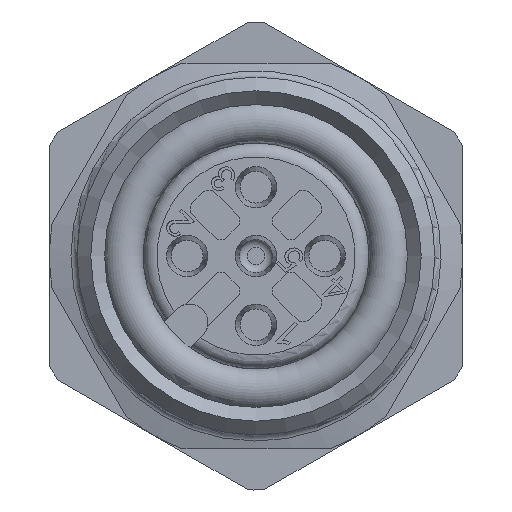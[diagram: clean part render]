
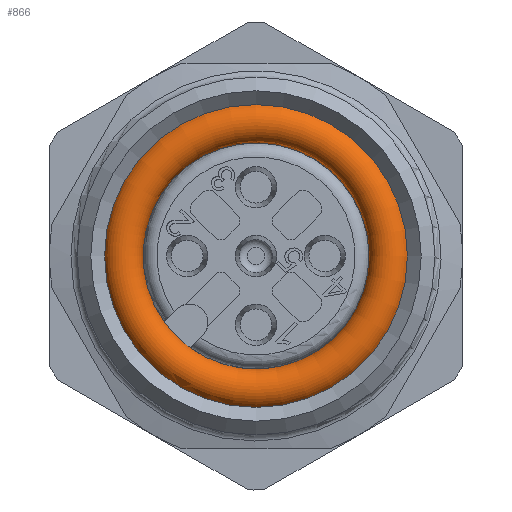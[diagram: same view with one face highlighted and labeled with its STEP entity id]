
A CAD part, left-side view. The second image highlights one B-rep face of the part: STEP entity #866.
In plain terms, the highlighted toroidal (fillet/blend) face has major radius 4.85 mm and minor radius 0.75 mm.
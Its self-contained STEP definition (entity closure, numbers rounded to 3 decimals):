
#71=TOROIDAL_SURFACE('',#3261,4.85,0.75);
#183=B_SPLINE_CURVE_WITH_KNOTS('',3,(#4399,#4400,#4401,#4402,#4403,#4404,
#4405,#4406,#4407,#4408),.UNSPECIFIED.,.F.,.F.,(4,3,3,4),(0.,0.405,
0.81,1.),.UNSPECIFIED.);
#184=B_SPLINE_CURVE_WITH_KNOTS('',3,(#4412,#4413,#4414,#4415,#4416,#4417,
#4418,#4419,#4420,#4421),.UNSPECIFIED.,.F.,.F.,(4,3,3,4),(0.,0.405,
0.81,1.),.UNSPECIFIED.);
#866=ADVANCED_FACE('',(#1120,#1121),#71,.T.);
#1120=FACE_BOUND('',#1253,.T.);
#1121=FACE_BOUND('',#1254,.T.);
#1253=EDGE_LOOP('',(#1574,#1575,#1576,#1577));
#1254=EDGE_LOOP('',(#1578));
#1574=ORIENTED_EDGE('',*,*,#2702,.F.);
#1575=ORIENTED_EDGE('',*,*,#2703,.T.);
#1576=ORIENTED_EDGE('',*,*,#2704,.F.);
#1577=ORIENTED_EDGE('',*,*,#2705,.F.);
#1578=ORIENTED_EDGE('',*,*,#2658,.T.);
#2351=VERTEX_POINT('',#4264);
#2383=VERTEX_POINT('',#4397);
#2384=VERTEX_POINT('',#4398);
#2385=VERTEX_POINT('',#4409);
#2386=VERTEX_POINT('',#4411);
#2658=EDGE_CURVE('',#2351,#2351,#3090,.T.);
#2702=EDGE_CURVE('',#2383,#2384,#3110,.T.);
#2703=EDGE_CURVE('',#2383,#2385,#183,.T.);
#2704=EDGE_CURVE('',#2386,#2385,#3111,.T.);
#2705=EDGE_CURVE('',#2384,#2386,#184,.T.);
#3090=CIRCLE('',#3218,5.5);
#3110=CIRCLE('',#3259,4.1);
#3111=CIRCLE('',#3260,4.34);
#3218=AXIS2_PLACEMENT_3D('',#4263,#3515,#3516);
#3259=AXIS2_PLACEMENT_3D('',#4396,#3609,#3610);
#3260=AXIS2_PLACEMENT_3D('',#4410,#3611,#3612);
#3261=AXIS2_PLACEMENT_3D('',#4422,#3613,#3614);
#3515=DIRECTION('',(-1.,0.,0.));
#3516=DIRECTION('',(0.,0.,-1.));
#3609=DIRECTION('',(-1.,0.,0.));
#3610=DIRECTION('',(0.,0.,1.));
#3611=DIRECTION('',(-1.,0.,0.));
#3612=DIRECTION('',(0.,0.,-1.));
#3613=DIRECTION('',(1.,0.,0.));
#3614=DIRECTION('',(0.,-1.,0.));
#4263=CARTESIAN_POINT('',(-1.124,0.,0.));
#4264=CARTESIAN_POINT('',(-1.124,0.,-5.5));
#4396=CARTESIAN_POINT('',(-0.75,0.,0.));
#4397=CARTESIAN_POINT('',(-0.75,2.382,-3.337));
#4398=CARTESIAN_POINT('',(-0.75,3.337,-2.382));
#4399=CARTESIAN_POINT('',(-0.75,2.382,-3.337));
#4400=CARTESIAN_POINT('',(-0.667,2.382,-3.337));
#4401=CARTESIAN_POINT('',(-0.583,2.392,-3.347));
#4402=CARTESIAN_POINT('',(-0.504,2.412,-3.367));
#4403=CARTESIAN_POINT('',(-0.426,2.431,-3.386));
#4404=CARTESIAN_POINT('',(-0.351,2.461,-3.415));
#4405=CARTESIAN_POINT('',(-0.286,2.497,-3.452));
#4406=CARTESIAN_POINT('',(-0.255,2.515,-3.469));
#4407=CARTESIAN_POINT('',(-0.227,2.534,-3.488));
#4408=CARTESIAN_POINT('',(-0.2,2.554,-3.509));
#4409=CARTESIAN_POINT('',(-0.2,2.554,-3.509));
#4410=CARTESIAN_POINT('',(-0.2,0.,0.));
#4411=CARTESIAN_POINT('',(-0.2,3.509,-2.554));
#4412=CARTESIAN_POINT('',(-0.75,3.337,-2.382));
#4413=CARTESIAN_POINT('',(-0.667,3.337,-2.382));
#4414=CARTESIAN_POINT('',(-0.583,3.347,-2.392));
#4415=CARTESIAN_POINT('',(-0.504,3.367,-2.412));
#4416=CARTESIAN_POINT('',(-0.426,3.386,-2.431));
#4417=CARTESIAN_POINT('',(-0.351,3.415,-2.461));
#4418=CARTESIAN_POINT('',(-0.286,3.452,-2.497));
#4419=CARTESIAN_POINT('',(-0.255,3.469,-2.515));
#4420=CARTESIAN_POINT('',(-0.227,3.488,-2.534));
#4421=CARTESIAN_POINT('',(-0.2,3.509,-2.554));
#4422=CARTESIAN_POINT('',(-0.75,0.,0.));
